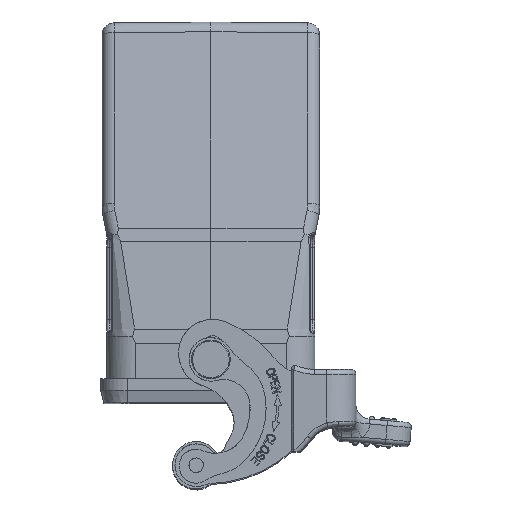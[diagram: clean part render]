
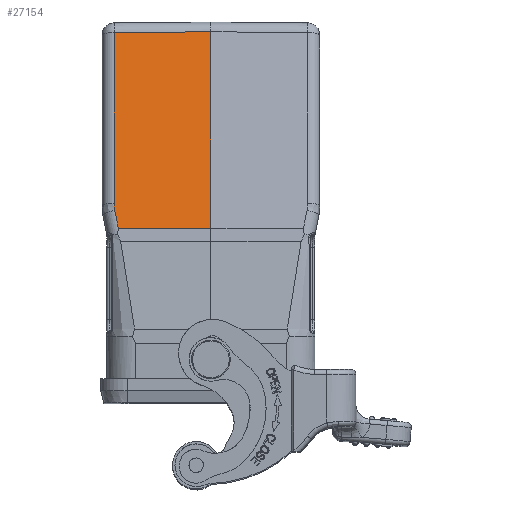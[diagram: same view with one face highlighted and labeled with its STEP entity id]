
A CAD part, top view. The second image highlights one B-rep face of the part: STEP entity #27154.
In plain terms, the highlighted planar face has unit normal (-0.009, 0.19, 0.982).
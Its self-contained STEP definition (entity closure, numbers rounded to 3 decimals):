
#3194=DIRECTION('',(-1.,0.,-0.009));
#3195=VECTOR('',#3194,19.147);
#3196=CARTESIAN_POINT('',(0.,-21.241,
57.74));
#3197=LINE('',#3196,#3195);
#3198=DIRECTION('',(-0.193,0.963,-0.188));
#3199=VECTOR('',#3198,3.79);
#3200=CARTESIAN_POINT('',(-19.146,-21.241,
57.57));
#3201=LINE('',#3200,#3199);
#3202=CARTESIAN_POINT('',(-19.876,-17.591,
56.859));
#3203=CARTESIAN_POINT('',(-19.973,-17.107,
56.764));
#3204=CARTESIAN_POINT('',(-20.022,-16.614,
56.669));
#3205=CARTESIAN_POINT('',(-20.022,-16.12,
56.573));
#3207=DIRECTION('',(1.,0.009,0.007));
#3208=VECTOR('',#3207,20.023);
#3209=CARTESIAN_POINT('',(-20.022,19.215,49.747));
#3210=LINE('',#3209,#3208);
#3211=DIRECTION('',(0.,-0.982,0.19));
#3212=VECTOR('',#3211,41.382);
#3213=CARTESIAN_POINT('',(0.,19.39,
49.891));
#3214=LINE('',#3213,#3212);
#10990=DIRECTION('',(0.,-0.982,0.19));
#10991=VECTOR('',#10990,35.988);
#10992=CARTESIAN_POINT('',(-20.022,19.215,
49.747));
#10993=LINE('',#10992,#10991);
#19845=CARTESIAN_POINT('',(0.,19.39,
49.891));
#19846=CARTESIAN_POINT('',(0.,-21.241,
57.74));
#19847=VERTEX_POINT('',#19845);
#19848=VERTEX_POINT('',#19846);
#19855=CARTESIAN_POINT('',(-19.146,-21.241,
57.57));
#19856=VERTEX_POINT('',#19855);
#19857=CARTESIAN_POINT('',(-19.876,-17.591,
56.859));
#19858=VERTEX_POINT('',#19857);
#19859=VERTEX_POINT('',#3205);
#19860=CARTESIAN_POINT('',(-20.022,19.215,
49.747));
#19861=VERTEX_POINT('',#19860);
#27136=CARTESIAN_POINT('',(-10.011,-0.942,
53.73));
#27137=DIRECTION('',(-0.009,0.19,0.982));
#27138=DIRECTION('',(0.,-0.982,0.19));
#27139=AXIS2_PLACEMENT_3D('',#27136,#27137,#27138);
#27140=PLANE('',#27139);
#27142=ORIENTED_EDGE('',*,*,#27141,.T.);
#27144=ORIENTED_EDGE('',*,*,#27143,.T.);
#27146=ORIENTED_EDGE('',*,*,#27145,.T.);
#27148=ORIENTED_EDGE('',*,*,#27147,.F.);
#27150=ORIENTED_EDGE('',*,*,#27149,.T.);
#27151=ORIENTED_EDGE('',*,*,#27122,.T.);
#27152=EDGE_LOOP('',(#27142,#27144,#27146,#27148,#27150,#27151));
#27153=FACE_OUTER_BOUND('',#27152,.F.);
#3206=B_SPLINE_CURVE_WITH_KNOTS('',3,(#3202,#3203,#3204,#3205),.UNSPECIFIED.,
.F.,.F.,(4,4),(0.,1.),.UNSPECIFIED.);
#27122=EDGE_CURVE('',#19847,#19848,#3214,.T.);
#27141=EDGE_CURVE('',#19848,#19856,#3197,.T.);
#27143=EDGE_CURVE('',#19856,#19858,#3201,.T.);
#27145=EDGE_CURVE('',#19858,#19859,#3206,.T.);
#27147=EDGE_CURVE('',#19861,#19859,#10993,.T.);
#27149=EDGE_CURVE('',#19861,#19847,#3210,.T.);
#27154=ADVANCED_FACE('',(#27153),#27140,.T.);
